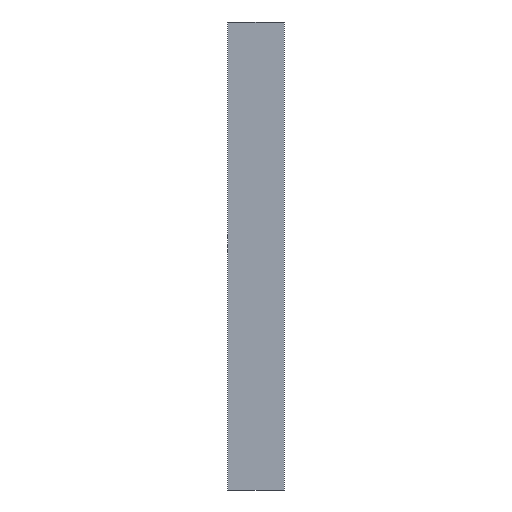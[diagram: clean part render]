
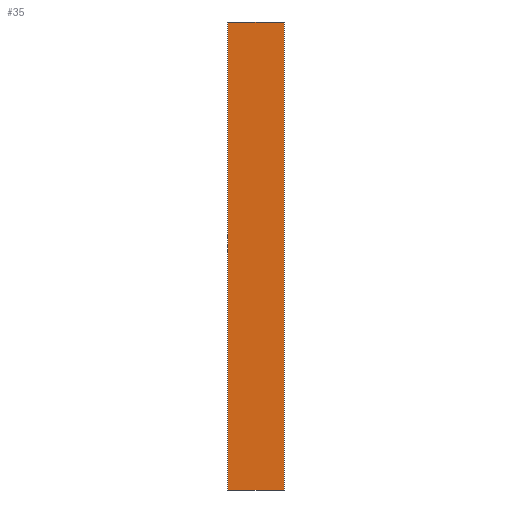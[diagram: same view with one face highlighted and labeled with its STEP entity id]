
A CAD part, top view. The second image highlights one B-rep face of the part: STEP entity #35.
In plain terms, the highlighted planar face has unit normal (0, 0, 1).
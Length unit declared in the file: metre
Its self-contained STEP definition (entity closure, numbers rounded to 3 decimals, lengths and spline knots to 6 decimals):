
#12=ORIENTED_EDGE('',*,*,#16,.T.);
#13=ORIENTED_EDGE('',*,*,#17,.T.);
#14=ORIENTED_EDGE('',*,*,#18,.T.);
#15=ORIENTED_EDGE('',*,*,#19,.T.);
#16=EDGE_CURVE('',#20,#21,#24,.F.);
#17=EDGE_CURVE('',#21,#22,#25,.F.);
#18=EDGE_CURVE('',#22,#23,#26,.T.);
#19=EDGE_CURVE('',#23,#20,#27,.T.);
#20=VERTEX_POINT('',#61);
#21=VERTEX_POINT('',#62);
#22=VERTEX_POINT('',#64);
#23=VERTEX_POINT('',#66);
#24=LINE('',#60,#28);
#25=LINE('',#63,#29);
#26=LINE('',#65,#30);
#27=LINE('',#67,#31);
#28=VECTOR('',#54,1.);
#29=VECTOR('',#55,1.);
#30=VECTOR('',#56,1.);
#31=VECTOR('',#57,1.);
#32=EDGE_LOOP('',(#12,#13,#14,#15));
#33=FACE_BOUND('',#32,.T.);
#34=PLANE('',#49);
#35=ADVANCED_FACE('',(#33),#34,.F.);
#49=AXIS2_PLACEMENT_3D('',#59,#52,#53);
#52=DIRECTION('',(0.,0.,-1.));
#53=DIRECTION('',(0.,1.,0.));
#54=DIRECTION('',(0.,-1.,0.));
#55=DIRECTION('',(1.,0.,0.));
#56=DIRECTION('',(0.,-1.,0.));
#57=DIRECTION('',(1.,0.,0.));
#59=CARTESIAN_POINT('',(-0.036828,-0.9144,0.));
#60=CARTESIAN_POINT('',(0.,-0.6096,0.));
#61=CARTESIAN_POINT('',(0.,-1.2192,0.));
#62=CARTESIAN_POINT('',(0.,0.,0.));
#63=CARTESIAN_POINT('',(-0.073656,0.,0.));
#64=CARTESIAN_POINT('',(-0.147311,0.,0.));
#65=CARTESIAN_POINT('',(-0.147311,-0.6096,0.));
#66=CARTESIAN_POINT('',(-0.147311,-1.2192,0.));
#67=CARTESIAN_POINT('',(-0.073656,-1.2192,0.));
